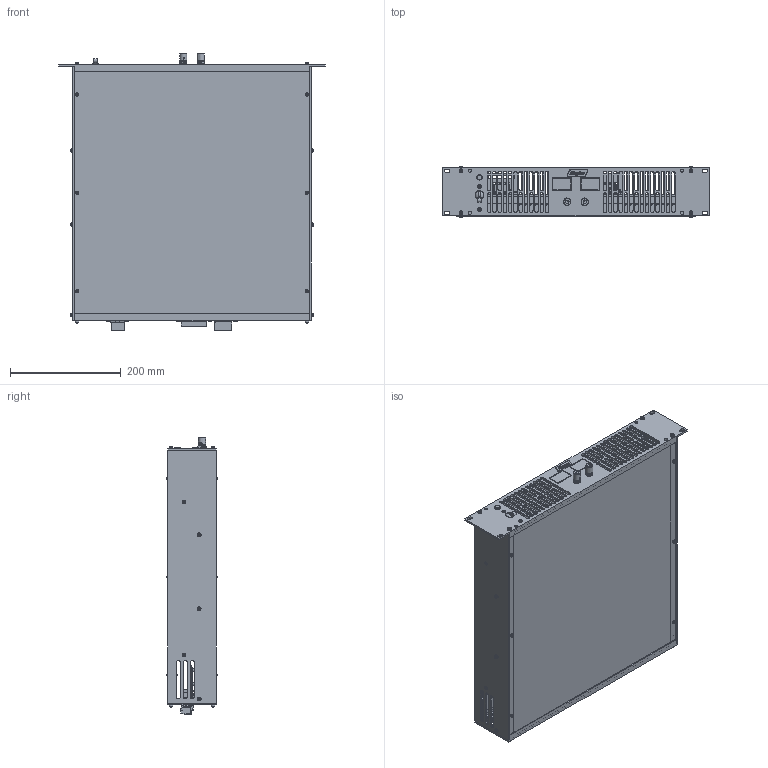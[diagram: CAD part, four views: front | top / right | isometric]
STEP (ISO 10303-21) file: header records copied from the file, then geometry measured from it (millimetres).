
FILE_DESCRIPTION(/* description */ (''),/* implementation_level */ '2;1');
FILE_NAME(/* name */ '2U18 Switcher rack 11-5.stp',/* time_stamp */ '2018-11-05T13:23:16-05:00',/* author */ ('JDietsch'),/* organization */ (''),/* preprocessor_version */ 'ST-DEVELOPER v17.2',/* originating_system */ 'Autodesk Inventor 2019',/* authorisation */ '');
FILE_SCHEMA (('AUTOMOTIVE_DESIGN { 1 0 10303 214 3 1 1 }'));
Products named in the file (41): E6400-5 base model; E6400-Left_side; E6400-right_side; ANSI B18.6.4 - No. 8 - 18 - 1; E6400-Rear panel; E6400-front_panel; LOGO CLEAR; E6000-54; DIGITAL METER 1U GRN; DIGITAL METER  CLAMP DMS-EB2 1U; BREAKER 1 PHASE; LED RED FRONT MT PIGTAILED; E6000-52; E6000-20; POT_10TURN 50K; E12356; CAP 104; RES2; E6400-11 COVER; E6400-7; E6400-7_1; 1720699; pc5-3-gu-7.62; Spade lug board mt; E6400-8; E6400-8_1; header_3.81mm_12pl_90; Standoff Flare mounted 6-32 _187; pc_4-4-g-7.62; header_3.81mm_3pl_90; ANSI B18.6.3 - 4 - 40 x .25 SP HMS; 8-32 PEM PANEL NUT INSERT; ANSI B18.6.4 - No. 8 - 18 - 3/4; #165672; E6400-5I brace 7 2U18; 3 plc7_62 plug; 1804920; pc_4-4-st-7.62; plug_3.81mm_12pl; 2U18 rear engrave ...
Assembly tree (82 placements, depth 4):
  E6400-5 base model
    E6400-Left_side
    E6400-right_side
    ANSI B18.6.4 - No. 8 - 18 - 1  x8
    ANSI B18.6.4 - No. 8 - 18 - 3/4  x6
    E6400-Rear panel
    E6400-front_panel
    LOGO CLEAR
    E6000-54  x2
      DIGITAL METER 1U GRN
      DIGITAL METER  CLAMP DMS-EB2 1U
    BREAKER 1 PHASE
    LED RED FRONT MT PIGTAILED
    E6000-52
      E6000-20
      POT_10TURN 50K  x2
      E12356  x2
      CAP 104  x2
      RES2  x2
    E6400-11 COVER  x2
    E6400-7
      E6400-7_1
      1720699
        pc5-3-gu-7.62
      Standoff Flare mounted 6-32 _187
      Spade lug board mt  x3
    E6400-8
      E6400-8_1
      Standoff Flare mounted 6-32 _187  x3
      header_3.81mm_12pl_90
      pc_4-4-g-7.62
      header_3.81mm_3pl_90
    ANSI B18.6.3 - 4 - 40 x .25 SP HMS  x5
    8-32 PEM PANEL NUT INSERT  x4
    #165672  x2
    E6400-5I brace 7 2U18
    3 plc7_62 plug
    1804920
      pc_4-4-st-7.62
    plug_3.81mm_12pl
    2U18 rear engrave
    SCREW 6-32-.5 PAN BLK  x12
Bounding box: 482.6 x 90.81 x 502.49 mm (x, y, z)
Volume: 1250780.7 mm3; surface area: 1450451.1 mm2
Topology: 77 solids, 77 shells, 6379 faces, 17992 edges, 12666 vertices
Faces by surface type: plane 4115, cylinder 1459, cone 317, bspline 261, torus 177, sphere 50
Full cylindrical faces by diameter (mm): 0.457 x61, 0.508 x4, 0.635 x8, 0.762 x34, 0.914 x8, 1.118 x24, 1.143 x15, 1.2 x15, 1.3 x17, 1.321 x24, 1.524 x21, 1.651 x50, 1.727 x35, 2.032 x29, 2.464 x2, 2.515 x12, 2.54 x4, 2.65 x1, 2.705 x2, 2.794 x4, 2.8 x12, 2.845 x5, 2.9 x2, 3.175 x1, 3.2 x11, 3.35 x1, 3.505 x14, 3.556 x10, 3.8 x7, 3.81 x2
Entity records: 166153 total; most frequent: CARTESIAN_POINT 34358, ORIENTED_EDGE 26400, DIRECTION 25578, EDGE_CURVE 13200, LINE 9384, VECTOR 9384, VERTEX_POINT 8815, AXIS2_PLACEMENT_3D 8097
